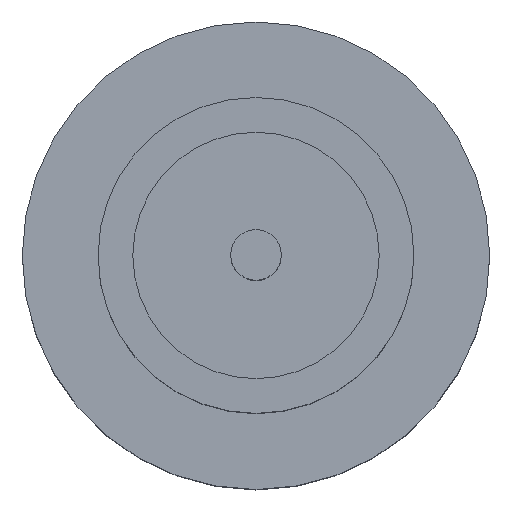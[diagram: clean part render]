
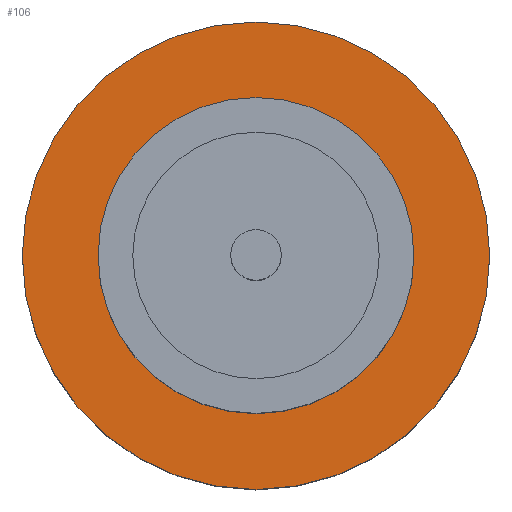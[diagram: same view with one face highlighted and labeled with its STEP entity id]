
A CAD part, top view. The second image highlights one B-rep face of the part: STEP entity #106.
In plain terms, the highlighted planar face has unit normal (0, 0, 1).
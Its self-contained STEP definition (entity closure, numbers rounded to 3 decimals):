
#36 = PLANE ( 'NONE',  #651 ) ;
#76 = DIRECTION ( 'NONE',  ( 0., 0., 1. ) ) ;
#106 = ADVANCED_FACE ( 'NONE', ( #110, #796 ), #36, .T. ) ;
#110 = FACE_BOUND ( 'NONE', #369, .T. ) ;
#118 = VERTEX_POINT ( 'NONE', #391 ) ;
#130 = CIRCLE ( 'NONE', #299, 1.25 ) ;
#160 = VERTEX_POINT ( 'NONE', #593 ) ;
#167 = DIRECTION ( 'NONE',  ( 0., 0., 1. ) ) ;
#223 = EDGE_CURVE ( 'NONE', #160, #548, #712, .T. ) ;
#236 = CARTESIAN_POINT ( 'NONE',  ( 0., 0., 1.55 ) ) ;
#258 = CARTESIAN_POINT ( 'NONE',  ( -1.25, 0., 1.55 ) ) ;
#280 = CARTESIAN_POINT ( 'NONE',  ( 0., 0., 1.55 ) ) ;
#299 = AXIS2_PLACEMENT_3D ( 'NONE', #622, #76, #752 ) ;
#316 = EDGE_CURVE ( 'NONE', #511, #118, #456, .T. ) ;
#317 = ORIENTED_EDGE ( 'NONE', *, *, #760, .F. ) ;
#369 = EDGE_LOOP ( 'NONE', ( #317, #750 ) ) ;
#391 = CARTESIAN_POINT ( 'NONE',  ( 1.25, 0., 1.55 ) ) ;
#394 = AXIS2_PLACEMENT_3D ( 'NONE', #652, #709, #848 ) ;
#442 = CARTESIAN_POINT ( 'NONE',  ( -1.85, 0., 1.55 ) ) ;
#456 = CIRCLE ( 'NONE', #691, 1.25 ) ;
#475 = CIRCLE ( 'NONE', #394, 1.85 ) ;
#502 = DIRECTION ( 'NONE',  ( 0., 0., 1. ) ) ;
#511 = VERTEX_POINT ( 'NONE', #258 ) ;
#517 = EDGE_LOOP ( 'NONE', ( #560, #549 ) ) ;
#548 = VERTEX_POINT ( 'NONE', #442 ) ;
#549 = ORIENTED_EDGE ( 'NONE', *, *, #223, .T. ) ;
#560 = ORIENTED_EDGE ( 'NONE', *, *, #777, .T. ) ;
#566 = CARTESIAN_POINT ( 'NONE',  ( 0., 0., 1.55 ) ) ;
#567 = DIRECTION ( 'NONE',  ( 1., 0., 0. ) ) ;
#593 = CARTESIAN_POINT ( 'NONE',  ( 1.85, 0., 1.55 ) ) ;
#622 = CARTESIAN_POINT ( 'NONE',  ( 0., 0., 1.55 ) ) ;
#640 = DIRECTION ( 'NONE',  ( 1., 0., 0. ) ) ;
#651 = AXIS2_PLACEMENT_3D ( 'NONE', #566, #167, #640 ) ;
#652 = CARTESIAN_POINT ( 'NONE',  ( 0., 0., 1.55 ) ) ;
#670 = AXIS2_PLACEMENT_3D ( 'NONE', #280, #675, #739 ) ;
#675 = DIRECTION ( 'NONE',  ( 0., 0., 1. ) ) ;
#691 = AXIS2_PLACEMENT_3D ( 'NONE', #236, #502, #567 ) ;
#709 = DIRECTION ( 'NONE',  ( 0., 0., 1. ) ) ;
#712 = CIRCLE ( 'NONE', #670, 1.85 ) ;
#739 = DIRECTION ( 'NONE',  ( 1., 0., 0. ) ) ;
#750 = ORIENTED_EDGE ( 'NONE', *, *, #316, .F. ) ;
#752 = DIRECTION ( 'NONE',  ( 1., 0., 0. ) ) ;
#760 = EDGE_CURVE ( 'NONE', #118, #511, #130, .T. ) ;
#777 = EDGE_CURVE ( 'NONE', #548, #160, #475, .T. ) ;
#796 = FACE_OUTER_BOUND ( 'NONE', #517, .T. ) ;
#848 = DIRECTION ( 'NONE',  ( 1., 0., 0. ) ) ;
